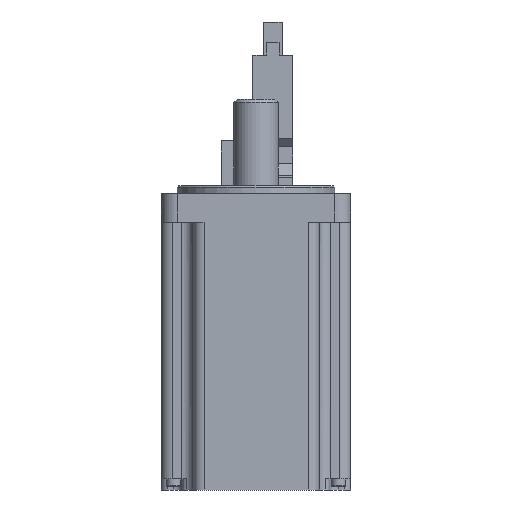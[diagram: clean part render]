
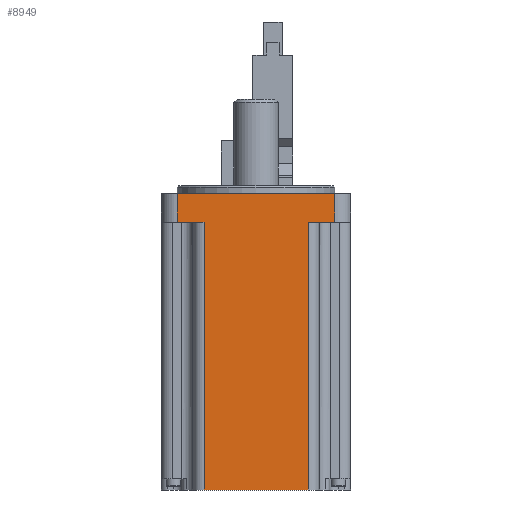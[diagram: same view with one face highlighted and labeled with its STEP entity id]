
A CAD part, front view. The second image highlights one B-rep face of the part: STEP entity #8949.
In plain terms, the highlighted planar face has unit normal (0, -1, 0).
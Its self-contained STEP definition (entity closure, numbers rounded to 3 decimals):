
#625=ORIENTED_EDGE('',*,*,#2423,.T.);
#626=ORIENTED_EDGE('',*,*,#2424,.F.);
#627=ORIENTED_EDGE('',*,*,#2425,.F.);
#628=ORIENTED_EDGE('',*,*,#2426,.F.);
#629=ORIENTED_EDGE('',*,*,#2427,.T.);
#630=ORIENTED_EDGE('',*,*,#2428,.F.);
#631=ORIENTED_EDGE('',*,*,#2429,.F.);
#632=ORIENTED_EDGE('',*,*,#2430,.T.);
#2423=EDGE_CURVE('',#3316,#3317,#3900,.T.);
#2424=EDGE_CURVE('',#3318,#3317,#3901,.T.);
#2425=EDGE_CURVE('',#3319,#3318,#3902,.T.);
#2426=EDGE_CURVE('',#3320,#3319,#3903,.T.);
#2427=EDGE_CURVE('',#3320,#3321,#3904,.T.);
#2428=EDGE_CURVE('',#3322,#3321,#3905,.T.);
#2429=EDGE_CURVE('',#3323,#3322,#3906,.T.);
#2430=EDGE_CURVE('',#3323,#3316,#3907,.T.);
#3316=VERTEX_POINT('',#12301);
#3317=VERTEX_POINT('',#12302);
#3318=VERTEX_POINT('',#12304);
#3319=VERTEX_POINT('',#12306);
#3320=VERTEX_POINT('',#12308);
#3321=VERTEX_POINT('',#12310);
#3322=VERTEX_POINT('',#12312);
#3323=VERTEX_POINT('',#12314);
#3900=LINE('',#12300,#4559);
#3901=LINE('',#12303,#4560);
#3902=LINE('',#12305,#4561);
#3903=LINE('',#12307,#4562);
#3904=LINE('',#12309,#4563);
#3905=LINE('',#12311,#4564);
#3906=LINE('',#12313,#4565);
#3907=LINE('',#12315,#4566);
#4559=VECTOR('',#10254,1000.);
#4560=VECTOR('',#10255,1000.);
#4561=VECTOR('',#10256,1000.);
#4562=VECTOR('',#10257,1000.);
#4563=VECTOR('',#10258,1000.);
#4564=VECTOR('',#10259,1000.);
#4565=VECTOR('',#10260,1000.);
#4566=VECTOR('',#10261,1000.);
#5100=EDGE_LOOP('',(#625,#626,#627,#628,#629,#630,#631,#632));
#5583=FACE_BOUND('',#5100,.T.);
#6043=PLANE('',#9388);
#8949=ADVANCED_FACE('',(#5583),#6043,.T.);
#9388=AXIS2_PLACEMENT_3D('',#12299,#10252,#10253);
#10252=DIRECTION('',(0.,-1.,0.));
#10253=DIRECTION('',(0.,0.,-1.));
#10254=DIRECTION('',(0.,0.,1.));
#10255=DIRECTION('',(-1.,0.,0.));
#10256=DIRECTION('',(0.,0.,-1.));
#10257=DIRECTION('',(1.,0.,0.));
#10258=DIRECTION('',(0.,0.,-1.));
#10259=DIRECTION('',(-1.,0.,0.));
#10260=DIRECTION('',(0.,0.,1.));
#10261=DIRECTION('',(1.,0.,0.));
#12299=CARTESIAN_POINT('',(-30.,-30.,-94.));
#12300=CARTESIAN_POINT('',(16.5,-30.,-94.));
#12301=CARTESIAN_POINT('',(16.5,-30.,-94.));
#12302=CARTESIAN_POINT('',(16.5,-30.,-9.));
#12303=CARTESIAN_POINT('',(-30.,-30.,-9.));
#12304=CARTESIAN_POINT('',(25.,-30.,-9.));
#12305=CARTESIAN_POINT('',(25.,-30.,0.));
#12306=CARTESIAN_POINT('',(25.,-30.,0.));
#12307=CARTESIAN_POINT('',(-30.,-30.,0.));
#12308=CARTESIAN_POINT('',(-25.,-30.,0.));
#12309=CARTESIAN_POINT('',(-25.,-30.,0.));
#12310=CARTESIAN_POINT('',(-25.,-30.,-9.));
#12311=CARTESIAN_POINT('',(-30.,-30.,-9.));
#12312=CARTESIAN_POINT('',(-16.5,-30.,-9.));
#12313=CARTESIAN_POINT('',(-16.5,-30.,-94.));
#12314=CARTESIAN_POINT('',(-16.5,-30.,-94.));
#12315=CARTESIAN_POINT('',(-30.,-30.,-94.));
